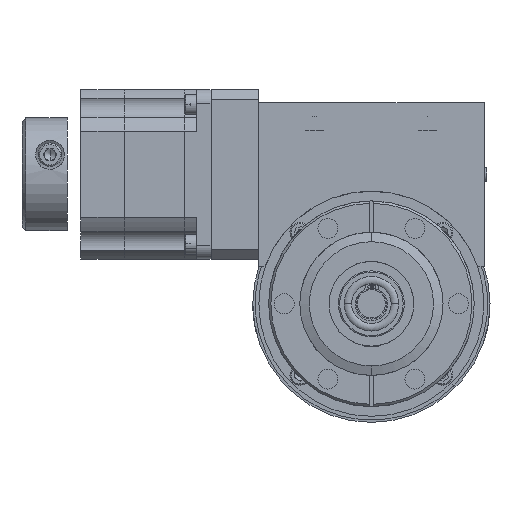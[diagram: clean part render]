
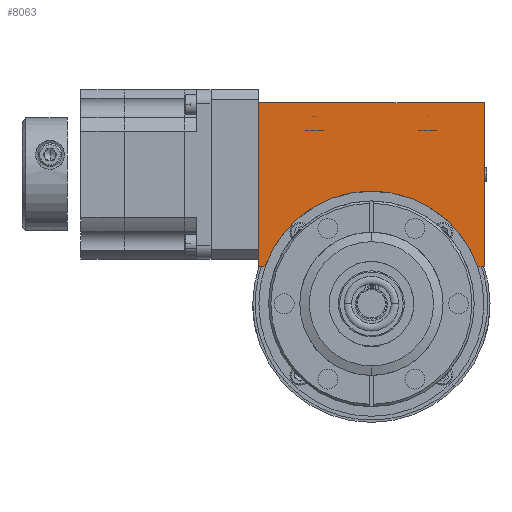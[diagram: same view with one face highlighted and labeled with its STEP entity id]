
A CAD part, front view. The second image highlights one B-rep face of the part: STEP entity #8063.
In plain terms, the highlighted planar face has unit normal (0, -1, 0).
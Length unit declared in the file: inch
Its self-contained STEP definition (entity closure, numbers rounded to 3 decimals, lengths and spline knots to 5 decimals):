
#243 = AXIS2_PLACEMENT_3D ( 'NONE', #9694, #9695, #9696 ) ;
#747 = VECTOR ( 'NONE', #9693, 39.37008 ) ;
#754 = LINE ( 'NONE', #9692, #747 ) ;
#762 = CIRCLE ( 'NONE', #243, 1.495 ) ;
#764 = LINE ( 'NONE', #9703, #765 ) ;
#765 = VECTOR ( 'NONE', #9704, 39.37008 ) ;
#774 = LINE ( 'NONE', #9720, #775 ) ;
#775 = VECTOR ( 'NONE', #9721, 39.37008 ) ;
#797 = LINE ( 'NONE', #9755, #798 ) ;
#798 = VECTOR ( 'NONE', #9756, 39.37008 ) ;
#1646 = VERTEX_POINT ( 'NONE', #11522 ) ;
#1650 = VERTEX_POINT ( 'NONE', #11526 ) ;
#1669 = VERTEX_POINT ( 'NONE', #11545 ) ;
#1680 = VERTEX_POINT ( 'NONE', #11556 ) ;
#1681 = VERTEX_POINT ( 'NONE', #11557 ) ;
#1824 = VERTEX_POINT ( 'NONE', #11700 ) ;
#3638 = EDGE_CURVE ( 'NONE', #1650, #1646, #16998, .T. ) ;
#5634 = ORIENTED_EDGE ( 'NONE', *, *, #22279, .F. ) ;
#5635 = ORIENTED_EDGE ( 'NONE', *, *, #22275, .F. ) ;
#5638 = ORIENTED_EDGE ( 'NONE', *, *, #22285, .F. ) ;
#5639 = ORIENTED_EDGE ( 'NONE', *, *, #3638, .F. ) ;
#5640 = ORIENTED_EDGE ( 'NONE', *, *, #22276, .F. ) ;
#5709 = ORIENTED_EDGE ( 'NONE', *, *, #22300, .F. ) ;
#8063 = ADVANCED_FACE ( 'NONE', ( #12105 ), #15445, .F. ) ;
#9692 = CARTESIAN_POINT ( 'NONE',  ( -1.5, -0.636, 2.67 ) ) ;
#9693 = DIRECTION ( 'NONE',  ( 1., 0., 0. ) ) ;
#9694 = CARTESIAN_POINT ( 'NONE',  ( 0., -0.636, 0. ) ) ;
#9695 = DIRECTION ( 'NONE',  ( 0., -1., 0. ) ) ;
#9696 = DIRECTION ( 'NONE',  ( 0., 0., 1. ) ) ;
#9703 = CARTESIAN_POINT ( 'NONE',  ( 1.5, -0.636, 0.49 ) ) ;
#9704 = DIRECTION ( 'NONE',  ( 0., 0., -1. ) ) ;
#9720 = CARTESIAN_POINT ( 'NONE',  ( -1.5, -0.636, 0.49 ) ) ;
#9721 = DIRECTION ( 'NONE',  ( 0., 0., 1. ) ) ;
#9755 = CARTESIAN_POINT ( 'NONE',  ( 1.41242, -0.636, 0.49 ) ) ;
#9756 = DIRECTION ( 'NONE',  ( -1., 0., 0. ) ) ;
#11522 = CARTESIAN_POINT ( 'NONE',  ( -1.5, -0.636, 0.49 ) ) ;
#11526 = CARTESIAN_POINT ( 'NONE',  ( -1.41242, -0.636, 0.49 ) ) ;
#11545 = CARTESIAN_POINT ( 'NONE',  ( 1.5, -0.636, 2.67 ) ) ;
#11556 = CARTESIAN_POINT ( 'NONE',  ( 1.5, -0.636, 0.49 ) ) ;
#11557 = CARTESIAN_POINT ( 'NONE',  ( 1.41242, -0.636, 0.49 ) ) ;
#11700 = CARTESIAN_POINT ( 'NONE',  ( -1.5, -0.636, 2.67 ) ) ;
#12105 = FACE_OUTER_BOUND ( 'NONE', #21862, .T. ) ;
#15444 = CARTESIAN_POINT ( 'NONE',  ( 0., -0.636, 0. ) ) ;
#15445 = PLANE ( 'NONE',  #18245 ) ;
#15455 = DIRECTION ( 'NONE',  ( 0., 1., 0. ) ) ;
#15456 = DIRECTION ( 'NONE',  ( 0., 0., 1. ) ) ;
#16998 = LINE ( 'NONE', #17854, #17003 ) ;
#17003 = VECTOR ( 'NONE', #17858, 39.37008 ) ;
#17854 = CARTESIAN_POINT ( 'NONE',  ( -1.5, -0.636, 0.49 ) ) ;
#17858 = DIRECTION ( 'NONE',  ( -1., 0., 0. ) ) ;
#18245 = AXIS2_PLACEMENT_3D ( 'NONE', #15444, #15455, #15456 ) ;
#21862 = EDGE_LOOP ( 'NONE', ( #5638, #5639, #5640, #5709, #5634, #5635 ) ) ;
#22275 = EDGE_CURVE ( 'NONE', #1824, #1669, #754, .T. ) ;
#22276 = EDGE_CURVE ( 'NONE', #1681, #1650, #762, .T. ) ;
#22279 = EDGE_CURVE ( 'NONE', #1669, #1680, #764, .T. ) ;
#22285 = EDGE_CURVE ( 'NONE', #1646, #1824, #774, .T. ) ;
#22300 = EDGE_CURVE ( 'NONE', #1680, #1681, #797, .T. ) ;
